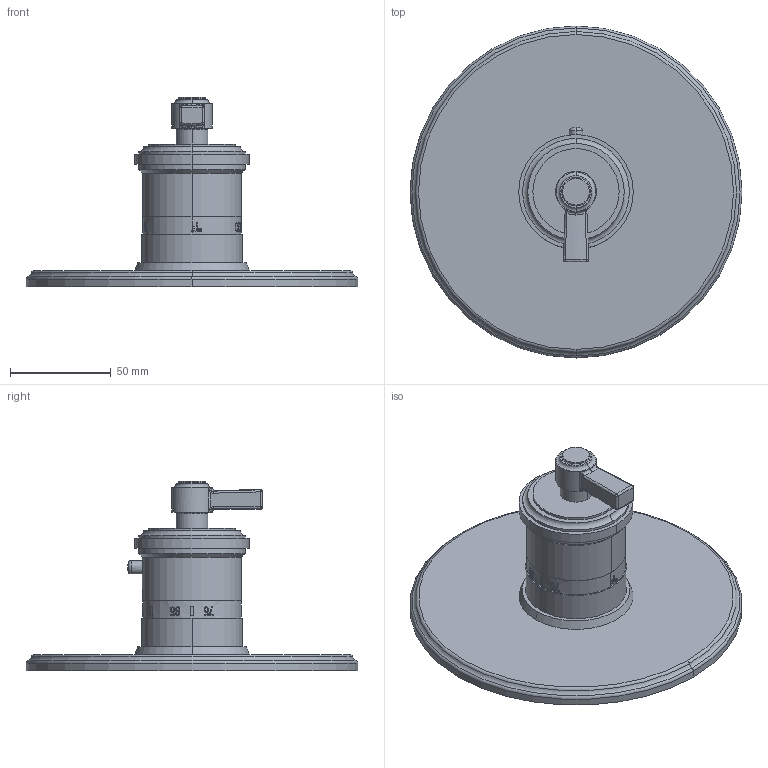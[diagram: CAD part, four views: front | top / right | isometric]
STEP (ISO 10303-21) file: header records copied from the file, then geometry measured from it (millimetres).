
FILE_DESCRIPTION((''),'2;1');
FILE_NAME('3-1624TR','2020-12-03T11:32:41',('jinson.thomas'),(''),'CREO PARAMETRIC BY PTC INC, 2018400','CREO PARAMETRIC BY PTC INC, 2018400','');
FILE_SCHEMA(('CONFIG_CONTROL_DESIGN'));
Length unit declared in the file: inch
Products named in the file (1): 3-1624TR
Bounding box: 165.1 x 165.1 x 94.11 mm (x, y, z)
Volume: 302213 mm3; surface area: 59239.4 mm2
Topology: 1 solids, 1 shells, 471 faces, 1268 edges, 828 vertices
Faces by surface type: plane 369, cylinder 54, bspline 22, torus 16, sphere 6, cone 4
Entity records: 15535 total; most frequent: CARTESIAN_POINT 4612, ORIENTED_EDGE 2532, DIRECTION 1866, EDGE_CURVE 1266, VERTEX_POINT 828, AXIS2_PLACEMENT_3D 675, B_SPLINE_CURVE_WITH_KNOTS 524, VECTOR 516
